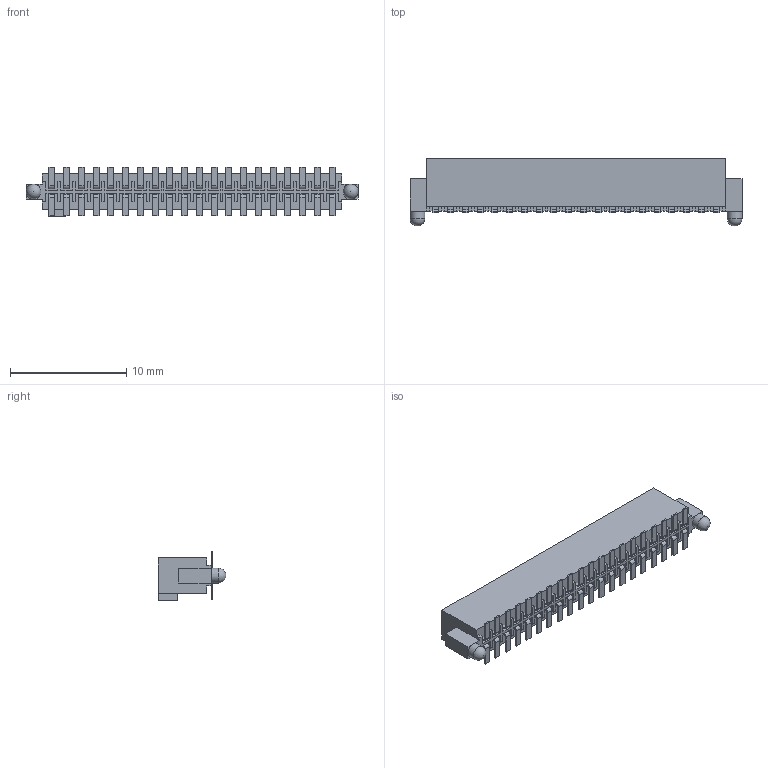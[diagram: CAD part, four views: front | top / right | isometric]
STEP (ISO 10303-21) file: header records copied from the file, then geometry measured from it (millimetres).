
FILE_DESCRIPTION( ( 'STEP AP214' ), '1' );
FILE_NAME( 'SFC-120-T2-F-D-A.stp', '2021-01-25T01:03:18', ( 'License CC BY-ND 4.0' ), ( 'CADENAS' ), ' ', 'PARTsolutions', ' ' );
FILE_SCHEMA( ( 'AUTOMOTIVE_DESIGN { 1 0 10303 214 1 1 1 1 }' ) );
Length unit declared in the file: inch
Products named in the file (3): SFC-120-T2-F-D-A; _SFC-120-T2-D-A_terminal; _C-119-T2-20_pins
Assembly tree (2 placements, depth 2):
  SFC-120-T2-F-D-A
    _SFC-120-T2-D-A_terminal
    _C-119-T2-20_pins
Bounding box: 28.57 x 5.84 x 4.25 mm (x, y, z)
Volume: 327.3 mm3; surface area: 940 mm2
Topology: 2 solids, 2 shells, 916 faces, 2334 edges, 1500 vertices
Faces by surface type: plane 832, cylinder 82, sphere 2
Full cylindrical faces by diameter (mm): 1.27 x2
Entity records: 34336 total; most frequent: CARTESIAN_POINT 4743, ORIENTED_EDGE 4652, DIRECTION 4332, EDGE_CURVE 2326, LINE 2158, VECTOR 2158, VERTEX_POINT 1498, AXIS2_PLACEMENT_3D 1087
